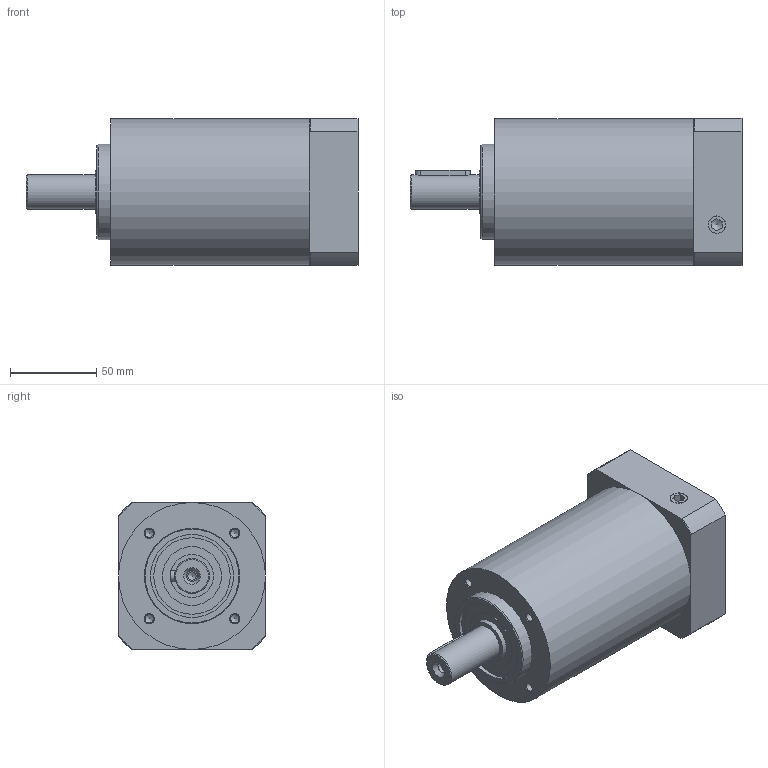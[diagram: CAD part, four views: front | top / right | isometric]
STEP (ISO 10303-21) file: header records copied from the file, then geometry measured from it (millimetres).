
FILE_DESCRIPTION(('FreeCAD Model'),'2;1');
FILE_NAME('PLD80_2_29.step','2014-07-03T11:48:56',('FreeCAD'),('FreeCAD'), 'Open CASCADE STEP processor 6.3','FreeCAD','Unknown');
FILE_SCHEMA(('AUTOMOTIVE_DESIGN_CC2 { 1 2 10303 214 -1 1 5 4 }'));
Length unit declared in the file: millimetre
Products named in the file (1): PLD80_2_29
Bounding box: 192 x 85 x 85 mm (x, y, z)
Volume: 821018.3 mm3; surface area: 77932.1 mm2
Topology: 1 solids, 7 shells, 120 faces, 269 edges, 170 vertices
Faces by surface type: cylinder 44, plane 44, cone 32
Full cylindrical faces by diameter (mm): 4.134 x8, 4.917 x5, 6.4 x1, 10 x1, 10.106 x2, 12.71 x1, 18.5 x1, 19 x1, 19.5 x1, 20 x1, 25 x1, 34 x1, 44.2 x1, 48 x1, 55 x1, 65 x2, 65.01 x1, 73.3 x1, 85 x1
Entity records: 9336 total; most frequent: CARTESIAN_POINT 3975, DIRECTION 737, ORIENTED_EDGE 478, PCURVE 478, DEFINITIONAL_REPRESENTATION 478, B_SPLINE_CURVE_WITH_KNOTS 256, LINE 256, VECTOR 256
